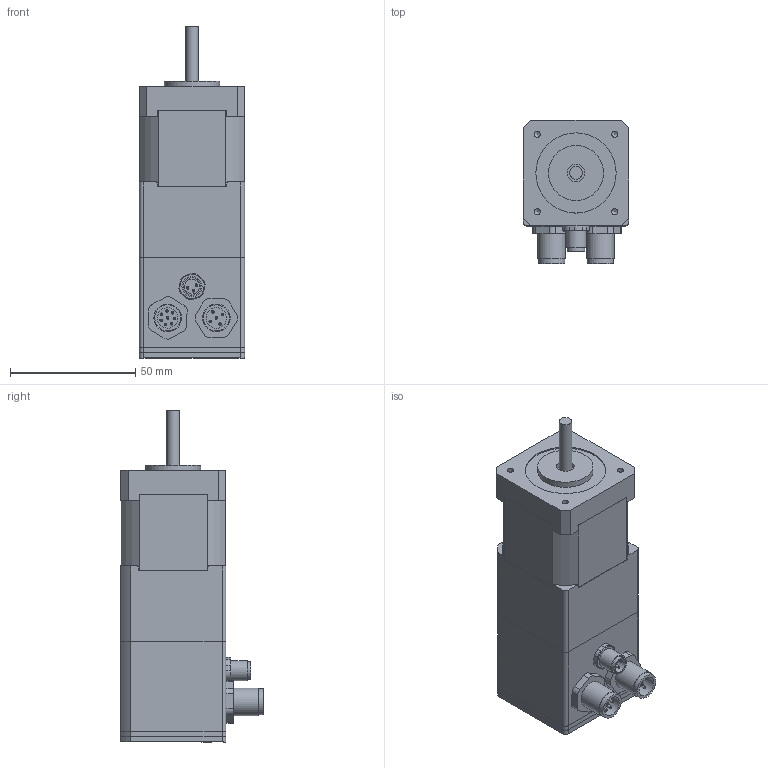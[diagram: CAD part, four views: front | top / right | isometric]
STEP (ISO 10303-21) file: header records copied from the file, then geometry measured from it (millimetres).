
FILE_DESCRIPTION(/* description */ (''),/* implementation_level */ '2;1');
FILE_NAME(/* name */ 'AS4118L1804-ENM24B.stp',/* time_stamp */ '2016-07-07T09:03:45+02:00',/* author */ ('schneid_cad'),/* organization */ (''),/* preprocessor_version */ 'ST-DEVELOPER v16.1',/* originating_system */ 'Autodesk Inventor 2016',/* authorisation */ '');
FILE_SCHEMA (('AUTOMOTIVE_DESIGN { 1 0 10303 214 3 1 1 }'));
Length unit declared in the file: centimetre
Products named in the file (1): AS4118L1804-ENM24B
Bounding box: 42 x 57 x 132.4 mm (x, y, z)
Volume: 107213.9 mm3; surface area: 44224.4 mm2
Topology: 1 solids, 10 shells, 544 faces, 1351 edges, 874 vertices
Faces by surface type: plane 234, cylinder 197, cone 80, torus 32, bspline 1
Full cylindrical faces by diameter (mm): 1 x17, 1.221 x4, 2.013 x9, 2.05 x4, 2.1 x4, 2.459 x4, 2.693 x4, 2.9 x4, 3 x8, 3.4 x4, 5 x1, 6 x5, 7 x2, 8 x1, 8.2 x2, 8.5 x1, 9 x1, 9.2 x1, 10 x2, 10.4 x2, 11 x2, 12 x3, 16 x1, 21.95 x1, 22 x1, 32 x1
Entity records: 16124 total; most frequent: CARTESIAN_POINT 3092, DIRECTION 2699, ORIENTED_EDGE 2334, EDGE_CURVE 1167, AXIS2_PLACEMENT_3D 1075, VERTEX_POINT 823, EDGE_LOOP 772, LINE 549
